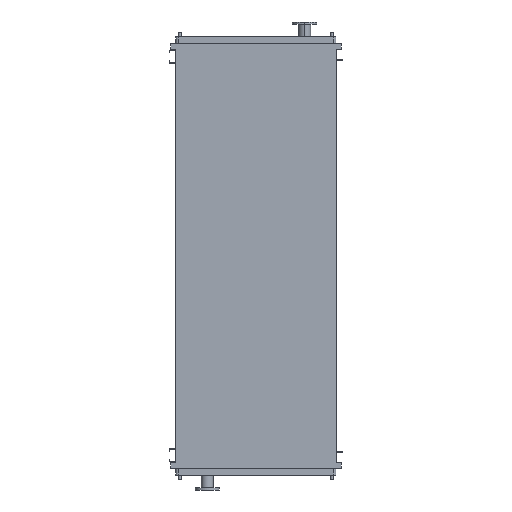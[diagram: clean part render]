
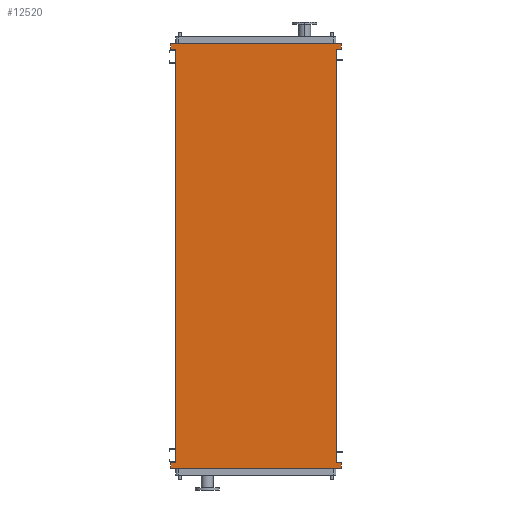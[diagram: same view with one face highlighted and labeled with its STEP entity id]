
A CAD part, front view. The second image highlights one B-rep face of the part: STEP entity #12520.
In plain terms, the highlighted planar face has unit normal (0, -1, 0).
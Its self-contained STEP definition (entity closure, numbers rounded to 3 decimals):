
#285 = LINE ( 'NONE', #6398, #5784 ) ;
#351 = CARTESIAN_POINT ( 'NONE',  ( -725., 0., -3650. ) ) ;
#496 = ORIENTED_EDGE ( 'NONE', *, *, #10867, .F. ) ;
#754 = ORIENTED_EDGE ( 'NONE', *, *, #1769, .F. ) ;
#806 = VERTEX_POINT ( 'NONE', #5982 ) ;
#900 = LINE ( 'NONE', #3932, #9894 ) ;
#909 = LINE ( 'NONE', #1101, #7805 ) ;
#1101 = CARTESIAN_POINT ( 'NONE',  ( 725., 0., -3693. ) ) ;
#1171 = CARTESIAN_POINT ( 'NONE',  ( -771., 0., -3745. ) ) ;
#1194 = DIRECTION ( 'NONE',  ( -1., 0., 0. ) ) ;
#1265 = DIRECTION ( 'NONE',  ( 0., 0., -1. ) ) ;
#1468 = LINE ( 'NONE', #11319, #3526 ) ;
#1503 = VECTOR ( 'NONE', #3247, 1000. ) ;
#1769 = EDGE_CURVE ( 'NONE', #5263, #3969, #5365, .T. ) ;
#1849 = ORIENTED_EDGE ( 'NONE', *, *, #5203, .F. ) ;
#1885 = DIRECTION ( 'NONE',  ( 0., 0., -1. ) ) ;
#2268 = DIRECTION ( 'NONE',  ( 0., 0., 1. ) ) ;
#2380 = CARTESIAN_POINT ( 'NONE',  ( 771., 0., -3693. ) ) ;
#2407 = CARTESIAN_POINT ( 'NONE',  ( -771., 0., -3745. ) ) ;
#2467 = LINE ( 'NONE', #4339, #1503 ) ;
#2680 = EDGE_LOOP ( 'NONE', ( #6230, #8996, #7208, #754, #496, #11169, #1849, #11121, #6685, #9001, #2953, #3322 ) ) ;
#2691 = DIRECTION ( 'NONE',  ( -1., 0., 0. ) ) ;
#2953 = ORIENTED_EDGE ( 'NONE', *, *, #3742, .F. ) ;
#2975 = VECTOR ( 'NONE', #11626, 1000. ) ;
#3022 = VERTEX_POINT ( 'NONE', #9404 ) ;
#3247 = DIRECTION ( 'NONE',  ( 0., 0., 1. ) ) ;
#3322 = ORIENTED_EDGE ( 'NONE', *, *, #3940, .F. ) ;
#3372 = CARTESIAN_POINT ( 'NONE',  ( 771., 0., 95. ) ) ;
#3396 = LINE ( 'NONE', #7370, #12230 ) ;
#3526 = VECTOR ( 'NONE', #2691, 1000. ) ;
#3548 = LINE ( 'NONE', #8366, #11314 ) ;
#3742 = EDGE_CURVE ( 'NONE', #12081, #806, #12659, .T. ) ;
#3824 = CARTESIAN_POINT ( 'NONE',  ( 771., 0., -3693. ) ) ;
#3932 = CARTESIAN_POINT ( 'NONE',  ( -771., 0., 43. ) ) ;
#3940 = EDGE_CURVE ( 'NONE', #12226, #12081, #909, .T. ) ;
#3969 = VERTEX_POINT ( 'NONE', #8765 ) ;
#4143 = VERTEX_POINT ( 'NONE', #6109 ) ;
#4339 = CARTESIAN_POINT ( 'NONE',  ( -771., 0., 95. ) ) ;
#4438 = VERTEX_POINT ( 'NONE', #6847 ) ;
#4874 = EDGE_CURVE ( 'NONE', #3969, #4143, #7989, .T. ) ;
#4892 = DIRECTION ( 'NONE',  ( -1., 0., 0. ) ) ;
#5203 = EDGE_CURVE ( 'NONE', #10997, #7270, #3548, .T. ) ;
#5263 = VERTEX_POINT ( 'NONE', #5472 ) ;
#5365 = LINE ( 'NONE', #3372, #6775 ) ;
#5472 = CARTESIAN_POINT ( 'NONE',  ( -771., 0., 95. ) ) ;
#5572 = LINE ( 'NONE', #7694, #2975 ) ;
#5784 = VECTOR ( 'NONE', #1194, 1000. ) ;
#5973 = EDGE_CURVE ( 'NONE', #7270, #6988, #900, .T. ) ;
#5982 = CARTESIAN_POINT ( 'NONE',  ( 771., 0., -3745. ) ) ;
#6067 = EDGE_CURVE ( 'NONE', #4143, #3022, #1468, .T. ) ;
#6109 = CARTESIAN_POINT ( 'NONE',  ( 771., 0., 43. ) ) ;
#6159 = FACE_OUTER_BOUND ( 'NONE', #2680, .T. ) ;
#6221 = EDGE_CURVE ( 'NONE', #806, #10983, #285, .T. ) ;
#6230 = ORIENTED_EDGE ( 'NONE', *, *, #9566, .T. ) ;
#6266 = DIRECTION ( 'NONE',  ( 1., 0., 0. ) ) ;
#6382 = VECTOR ( 'NONE', #10762, 1000. ) ;
#6398 = CARTESIAN_POINT ( 'NONE',  ( 771., 0., -3745. ) ) ;
#6651 = VECTOR ( 'NONE', #2268, 1000. ) ;
#6685 = ORIENTED_EDGE ( 'NONE', *, *, #8952, .F. ) ;
#6769 = CARTESIAN_POINT ( 'NONE',  ( 771., 0., 43. ) ) ;
#6775 = VECTOR ( 'NONE', #6266, 1000. ) ;
#6847 = CARTESIAN_POINT ( 'NONE',  ( -771., 0., -3693. ) ) ;
#6988 = VERTEX_POINT ( 'NONE', #8478 ) ;
#7122 = CARTESIAN_POINT ( 'NONE',  ( -725., 0., 43. ) ) ;
#7208 = ORIENTED_EDGE ( 'NONE', *, *, #4874, .F. ) ;
#7270 = VERTEX_POINT ( 'NONE', #7122 ) ;
#7370 = CARTESIAN_POINT ( 'NONE',  ( -771., 0., -3693. ) ) ;
#7694 = CARTESIAN_POINT ( 'NONE',  ( 725., 0., -3650. ) ) ;
#7805 = VECTOR ( 'NONE', #12769, 1000. ) ;
#7922 = AXIS2_PLACEMENT_3D ( 'NONE', #351, #12154, #1265 ) ;
#7989 = LINE ( 'NONE', #6769, #6382 ) ;
#8024 = PLANE ( 'NONE',  #7922 ) ;
#8136 = CARTESIAN_POINT ( 'NONE',  ( -725., 0., -3693. ) ) ;
#8214 = DIRECTION ( 'NONE',  ( 1., 0., 0. ) ) ;
#8366 = CARTESIAN_POINT ( 'NONE',  ( -725., 0., -3650. ) ) ;
#8478 = CARTESIAN_POINT ( 'NONE',  ( -771., 0., 43. ) ) ;
#8765 = CARTESIAN_POINT ( 'NONE',  ( 771., 0., 95. ) ) ;
#8795 = CARTESIAN_POINT ( 'NONE',  ( 725., 0., -3693. ) ) ;
#8952 = EDGE_CURVE ( 'NONE', #10983, #4438, #12189, .T. ) ;
#8996 = ORIENTED_EDGE ( 'NONE', *, *, #6067, .F. ) ;
#9001 = ORIENTED_EDGE ( 'NONE', *, *, #6221, .F. ) ;
#9404 = CARTESIAN_POINT ( 'NONE',  ( 725., 0., 43. ) ) ;
#9420 = EDGE_CURVE ( 'NONE', #4438, #10997, #3396, .T. ) ;
#9566 = EDGE_CURVE ( 'NONE', #12226, #3022, #5572, .T. ) ;
#9894 = VECTOR ( 'NONE', #4892, 1000. ) ;
#10762 = DIRECTION ( 'NONE',  ( 0., 0., -1. ) ) ;
#10867 = EDGE_CURVE ( 'NONE', #6988, #5263, #2467, .T. ) ;
#10983 = VERTEX_POINT ( 'NONE', #2407 ) ;
#10997 = VERTEX_POINT ( 'NONE', #8136 ) ;
#11121 = ORIENTED_EDGE ( 'NONE', *, *, #9420, .F. ) ;
#11169 = ORIENTED_EDGE ( 'NONE', *, *, #5973, .F. ) ;
#11314 = VECTOR ( 'NONE', #11454, 1000. ) ;
#11319 = CARTESIAN_POINT ( 'NONE',  ( 725., 0., 43. ) ) ;
#11454 = DIRECTION ( 'NONE',  ( 0., 0., 1. ) ) ;
#11626 = DIRECTION ( 'NONE',  ( 0., 0., 1. ) ) ;
#12081 = VERTEX_POINT ( 'NONE', #2380 ) ;
#12125 = VECTOR ( 'NONE', #1885, 1000. ) ;
#12154 = DIRECTION ( 'NONE',  ( 0., -1., 0. ) ) ;
#12189 = LINE ( 'NONE', #1171, #6651 ) ;
#12226 = VERTEX_POINT ( 'NONE', #8795 ) ;
#12230 = VECTOR ( 'NONE', #8214, 1000. ) ;
#12520 = ADVANCED_FACE ( 'NONE', ( #6159 ), #8024, .T. ) ;
#12659 = LINE ( 'NONE', #3824, #12125 ) ;
#12769 = DIRECTION ( 'NONE',  ( 1., 0., 0. ) ) ;
